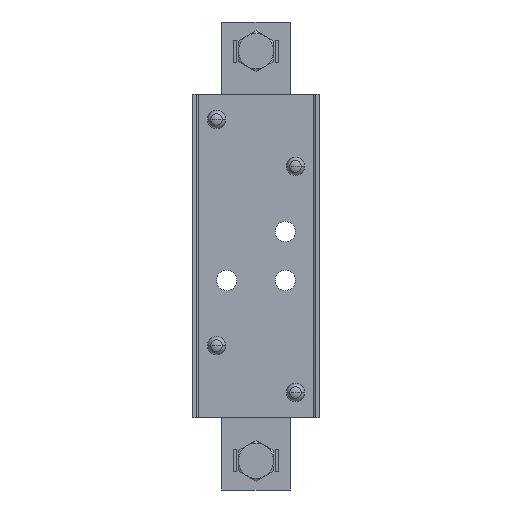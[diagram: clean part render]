
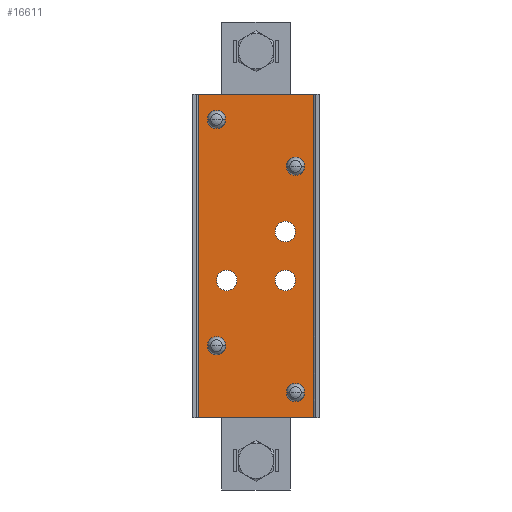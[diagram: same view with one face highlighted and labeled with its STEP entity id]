
A CAD part, front view. The second image highlights one B-rep face of the part: STEP entity #16611.
In plain terms, the highlighted planar face has unit normal (0, -1, 0).
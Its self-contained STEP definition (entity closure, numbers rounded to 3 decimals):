
#28=DIRECTION('',(1.,0.,0.));
#29=VECTOR('',#28,59.);
#30=CARTESIAN_POINT('',(-29.5,-2.,-83.));
#31=LINE('',#30,#29);
#456=DIRECTION('',(0.,0.,1.));
#457=VECTOR('',#456,166.);
#458=CARTESIAN_POINT('',(29.5,-2.,-83.));
#459=LINE('',#458,#457);
#460=DIRECTION('',(0.,0.,1.));
#461=VECTOR('',#460,166.);
#462=CARTESIAN_POINT('',(-29.5,-2.,-83.));
#463=LINE('',#462,#461);
#464=CARTESIAN_POINT('',(15.,-2.,-12.5));
#465=DIRECTION('',(0.,1.,0.));
#466=DIRECTION('',(1.,0.,0.));
#467=AXIS2_PLACEMENT_3D('',#464,#465,#466);
#469=CARTESIAN_POINT('',(15.,-2.,-12.5));
#470=DIRECTION('',(0.,1.,0.));
#471=DIRECTION('',(-1.,0.,0.));
#472=AXIS2_PLACEMENT_3D('',#469,#470,#471);
#474=CARTESIAN_POINT('',(-15.,-2.,-12.5));
#475=DIRECTION('',(0.,1.,0.));
#476=DIRECTION('',(1.,0.,0.));
#477=AXIS2_PLACEMENT_3D('',#474,#475,#476);
#479=CARTESIAN_POINT('',(-15.,-2.,-12.5));
#480=DIRECTION('',(0.,1.,0.));
#481=DIRECTION('',(-1.,0.,0.));
#482=AXIS2_PLACEMENT_3D('',#479,#480,#481);
#484=CARTESIAN_POINT('',(15.,-2.,12.5));
#485=DIRECTION('',(0.,1.,0.));
#486=DIRECTION('',(1.,0.,0.));
#487=AXIS2_PLACEMENT_3D('',#484,#485,#486);
#489=CARTESIAN_POINT('',(15.,-2.,12.5));
#490=DIRECTION('',(0.,1.,0.));
#491=DIRECTION('',(-1.,0.,0.));
#492=AXIS2_PLACEMENT_3D('',#489,#490,#491);
#494=CARTESIAN_POINT('',(-20.25,-2.,70.));
#495=DIRECTION('',(0.,1.,0.));
#496=DIRECTION('',(-1.,0.,0.));
#497=AXIS2_PLACEMENT_3D('',#494,#495,#496);
#499=CARTESIAN_POINT('',(-20.25,-2.,70.));
#500=DIRECTION('',(0.,1.,0.));
#501=DIRECTION('',(1.,0.,0.));
#502=AXIS2_PLACEMENT_3D('',#499,#500,#501);
#504=CARTESIAN_POINT('',(20.25,-2.,46.));
#505=DIRECTION('',(0.,1.,0.));
#506=DIRECTION('',(-1.,0.,0.));
#507=AXIS2_PLACEMENT_3D('',#504,#505,#506);
#509=CARTESIAN_POINT('',(20.25,-2.,46.));
#510=DIRECTION('',(0.,1.,0.));
#511=DIRECTION('',(1.,0.,0.));
#512=AXIS2_PLACEMENT_3D('',#509,#510,#511);
#514=CARTESIAN_POINT('',(-20.25,-2.,-46.));
#515=DIRECTION('',(0.,1.,0.));
#516=DIRECTION('',(-1.,0.,0.));
#517=AXIS2_PLACEMENT_3D('',#514,#515,#516);
#519=CARTESIAN_POINT('',(-20.25,-2.,-46.));
#520=DIRECTION('',(0.,1.,0.));
#521=DIRECTION('',(1.,0.,0.));
#522=AXIS2_PLACEMENT_3D('',#519,#520,#521);
#524=CARTESIAN_POINT('',(20.25,-2.,-70.));
#525=DIRECTION('',(0.,1.,0.));
#526=DIRECTION('',(-1.,0.,0.));
#527=AXIS2_PLACEMENT_3D('',#524,#525,#526);
#529=CARTESIAN_POINT('',(20.25,-2.,-70.));
#530=DIRECTION('',(0.,1.,0.));
#531=DIRECTION('',(1.,0.,0.));
#532=AXIS2_PLACEMENT_3D('',#529,#530,#531);
#580=DIRECTION('',(1.,0.,0.));
#581=VECTOR('',#580,59.);
#582=CARTESIAN_POINT('',(-29.5,-2.,83.));
#583=LINE('',#582,#581);
#13899=CARTESIAN_POINT('',(-29.5,-2.,-83.));
#13900=VERTEX_POINT('',#13899);
#13901=CARTESIAN_POINT('',(29.5,-2.,-83.));
#13902=VERTEX_POINT('',#13901);
#13923=CARTESIAN_POINT('',(-29.5,-2.,83.));
#13924=VERTEX_POINT('',#13923);
#13925=CARTESIAN_POINT('',(29.5,-2.,83.));
#13926=VERTEX_POINT('',#13925);
#13947=CARTESIAN_POINT('',(20.25,-2.,-12.5));
#13948=CARTESIAN_POINT('',(9.75,-2.,-12.5));
#13949=VERTEX_POINT('',#13947);
#13950=VERTEX_POINT('',#13948);
#13951=CARTESIAN_POINT('',(-9.75,-2.,-12.5));
#13952=CARTESIAN_POINT('',(-20.25,-2.,-12.5));
#13953=VERTEX_POINT('',#13951);
#13954=VERTEX_POINT('',#13952);
#13955=CARTESIAN_POINT('',(20.25,-2.,12.5));
#13956=CARTESIAN_POINT('',(9.75,-2.,12.5));
#13957=VERTEX_POINT('',#13955);
#13958=VERTEX_POINT('',#13956);
#15897=CARTESIAN_POINT('',(-24.9,-2.,70.));
#15898=CARTESIAN_POINT('',(-15.6,-2.,70.));
#15899=VERTEX_POINT('',#15897);
#15900=VERTEX_POINT('',#15898);
#15907=CARTESIAN_POINT('',(15.6,-2.,46.));
#15908=CARTESIAN_POINT('',(24.9,-2.,46.));
#15909=VERTEX_POINT('',#15907);
#15910=VERTEX_POINT('',#15908);
#15917=CARTESIAN_POINT('',(-24.9,-2.,-46.));
#15918=CARTESIAN_POINT('',(-15.6,-2.,-46.));
#15919=VERTEX_POINT('',#15917);
#15920=VERTEX_POINT('',#15918);
#15927=CARTESIAN_POINT('',(15.6,-2.,-70.));
#15928=CARTESIAN_POINT('',(24.9,-2.,-70.));
#15929=VERTEX_POINT('',#15927);
#15930=VERTEX_POINT('',#15928);
#16556=CARTESIAN_POINT('',(-29.5,-2.,-83.));
#16557=DIRECTION('',(0.,-1.,0.));
#16558=DIRECTION('',(1.,0.,0.));
#16559=AXIS2_PLACEMENT_3D('',#16556,#16557,#16558);
#16560=PLANE('',#16559);
#16561=ORIENTED_EDGE('',*,*,#16268,.F.);
#16563=ORIENTED_EDGE('',*,*,#16562,.T.);
#16565=ORIENTED_EDGE('',*,*,#16564,.T.);
#16566=ORIENTED_EDGE('',*,*,#16548,.F.);
#16567=EDGE_LOOP('',(#16561,#16563,#16565,#16566));
#16568=FACE_OUTER_BOUND('',#16567,.F.);
#16570=ORIENTED_EDGE('',*,*,#16569,.F.);
#16572=ORIENTED_EDGE('',*,*,#16571,.F.);
#16573=EDGE_LOOP('',(#16570,#16572));
#16574=FACE_BOUND('',#16573,.F.);
#16576=ORIENTED_EDGE('',*,*,#16575,.F.);
#16578=ORIENTED_EDGE('',*,*,#16577,.F.);
#16579=EDGE_LOOP('',(#16576,#16578));
#16580=FACE_BOUND('',#16579,.F.);
#16582=ORIENTED_EDGE('',*,*,#16581,.F.);
#16584=ORIENTED_EDGE('',*,*,#16583,.F.);
#16585=EDGE_LOOP('',(#16582,#16584));
#16586=FACE_BOUND('',#16585,.F.);
#16588=ORIENTED_EDGE('',*,*,#16587,.F.);
#16590=ORIENTED_EDGE('',*,*,#16589,.F.);
#16591=EDGE_LOOP('',(#16588,#16590));
#16592=FACE_BOUND('',#16591,.F.);
#16594=ORIENTED_EDGE('',*,*,#16593,.F.);
#16596=ORIENTED_EDGE('',*,*,#16595,.F.);
#16597=EDGE_LOOP('',(#16594,#16596));
#16598=FACE_BOUND('',#16597,.F.);
#16600=ORIENTED_EDGE('',*,*,#16599,.F.);
#16602=ORIENTED_EDGE('',*,*,#16601,.F.);
#16603=EDGE_LOOP('',(#16600,#16602));
#16604=FACE_BOUND('',#16603,.F.);
#16606=ORIENTED_EDGE('',*,*,#16605,.F.);
#16608=ORIENTED_EDGE('',*,*,#16607,.F.);
#16609=EDGE_LOOP('',(#16606,#16608));
#16610=FACE_BOUND('',#16609,.F.);
#16611=ADVANCED_FACE('',(#16568,#16574,#16580,#16586,#16592,#16598,#16604,
#16610),#16560,.T.);
#468=CIRCLE('',#467,5.25);
#473=CIRCLE('',#472,5.25);
#478=CIRCLE('',#477,5.25);
#483=CIRCLE('',#482,5.25);
#488=CIRCLE('',#487,5.25);
#493=CIRCLE('',#492,5.25);
#498=CIRCLE('',#497,4.65);
#503=CIRCLE('',#502,4.65);
#508=CIRCLE('',#507,4.65);
#513=CIRCLE('',#512,4.65);
#518=CIRCLE('',#517,4.65);
#523=CIRCLE('',#522,4.65);
#528=CIRCLE('',#527,4.65);
#533=CIRCLE('',#532,4.65);
#16268=EDGE_CURVE('',#13900,#13902,#31,.T.);
#16548=EDGE_CURVE('',#13902,#13926,#459,.T.);
#16562=EDGE_CURVE('',#13900,#13924,#463,.T.);
#16564=EDGE_CURVE('',#13924,#13926,#583,.T.);
#16569=EDGE_CURVE('',#13949,#13950,#468,.T.);
#16571=EDGE_CURVE('',#13950,#13949,#473,.T.);
#16575=EDGE_CURVE('',#13953,#13954,#478,.T.);
#16577=EDGE_CURVE('',#13954,#13953,#483,.T.);
#16581=EDGE_CURVE('',#13957,#13958,#488,.T.);
#16583=EDGE_CURVE('',#13958,#13957,#493,.T.);
#16587=EDGE_CURVE('',#15899,#15900,#498,.T.);
#16589=EDGE_CURVE('',#15900,#15899,#503,.T.);
#16593=EDGE_CURVE('',#15909,#15910,#508,.T.);
#16595=EDGE_CURVE('',#15910,#15909,#513,.T.);
#16599=EDGE_CURVE('',#15919,#15920,#518,.T.);
#16601=EDGE_CURVE('',#15920,#15919,#523,.T.);
#16605=EDGE_CURVE('',#15929,#15930,#528,.T.);
#16607=EDGE_CURVE('',#15930,#15929,#533,.T.);
